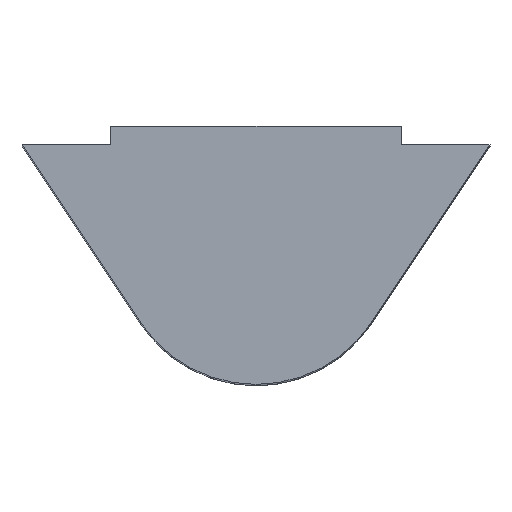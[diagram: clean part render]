
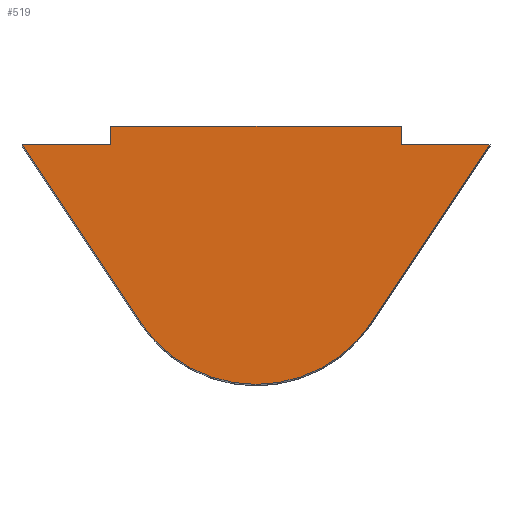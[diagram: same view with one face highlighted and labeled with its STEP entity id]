
A CAD part, top view. The second image highlights one B-rep face of the part: STEP entity #519.
In plain terms, the highlighted planar face has unit normal (0, 0, 1).
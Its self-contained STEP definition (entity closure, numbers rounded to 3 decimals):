
#1 = DIRECTION ( 'NONE',  ( 0.555, 0.832, 0. ) ) ;
#17 = CARTESIAN_POINT ( 'NONE',  ( -6.3, -0.8, 17.25 ) ) ;
#38 = LINE ( 'NONE', #83, #62 ) ;
#39 = VECTOR ( 'NONE', #249, 1000. ) ;
#59 = LINE ( 'NONE', #66, #79 ) ;
#62 = VECTOR ( 'NONE', #619, 1000. ) ;
#66 = CARTESIAN_POINT ( 'NONE',  ( 4.991, -8.531, 17.25 ) ) ;
#75 = LINE ( 'NONE', #251, #39 ) ;
#79 = VECTOR ( 'NONE', #1, 1000. ) ;
#81 = VERTEX_POINT ( 'NONE', #196 ) ;
#83 = CARTESIAN_POINT ( 'NONE',  ( -6.3, 0., 17.25 ) ) ;
#101 = CIRCLE ( 'NONE', #701, 6. ) ;
#102 = VERTEX_POINT ( 'NONE', #545 ) ;
#105 = LINE ( 'NONE', #260, #106 ) ;
#106 = VECTOR ( 'NONE', #620, 1000. ) ;
#112 = VECTOR ( 'NONE', #402, 1000. ) ;
#138 = DIRECTION ( 'NONE',  ( 0., 0., 1. ) ) ;
#141 = ORIENTED_EDGE ( 'NONE', *, *, #666, .T. ) ;
#143 = ORIENTED_EDGE ( 'NONE', *, *, #622, .T. ) ;
#145 = ORIENTED_EDGE ( 'NONE', *, *, #688, .T. ) ;
#146 = ORIENTED_EDGE ( 'NONE', *, *, #326, .T. ) ;
#148 = ORIENTED_EDGE ( 'NONE', *, *, #419, .T. ) ;
#162 = PLANE ( 'NONE',  #165 ) ;
#165 = AXIS2_PLACEMENT_3D ( 'NONE', #431, #138, #484 ) ;
#169 = DIRECTION ( 'NONE',  ( 0., 1., 0. ) ) ;
#194 = EDGE_CURVE ( 'NONE', #266, #81, #494, .T. ) ;
#196 = CARTESIAN_POINT ( 'NONE',  ( 6.3, 0., 17.25 ) ) ;
#221 = VECTOR ( 'NONE', #169, 1000. ) ;
#226 = CARTESIAN_POINT ( 'NONE',  ( 0., -5.2, 17.25 ) ) ;
#249 = DIRECTION ( 'NONE',  ( 0., -1., 0. ) ) ;
#251 = CARTESIAN_POINT ( 'NONE',  ( -6.3, -0.8, 17.25 ) ) ;
#260 = CARTESIAN_POINT ( 'NONE',  ( -10.15, -0.8, 17.25 ) ) ;
#266 = VERTEX_POINT ( 'NONE', #530 ) ;
#274 = CARTESIAN_POINT ( 'NONE',  ( 4.991, -8.531, 17.25 ) ) ;
#277 = DIRECTION ( 'NONE',  ( -1., 0., 0. ) ) ;
#292 = EDGE_LOOP ( 'NONE', ( #148, #146, #145, #143, #141, #382, #384, #383 ) ) ;
#305 = CARTESIAN_POINT ( 'NONE',  ( -6.3, 0., 17.25 ) ) ;
#326 = EDGE_CURVE ( 'NONE', #348, #460, #75, .T. ) ;
#339 = VERTEX_POINT ( 'NONE', #429 ) ;
#348 = VERTEX_POINT ( 'NONE', #305 ) ;
#355 = CARTESIAN_POINT ( 'NONE',  ( 0., -0.8, 17.25 ) ) ;
#373 = DIRECTION ( 'NONE',  ( -1., 0., 0. ) ) ;
#382 = ORIENTED_EDGE ( 'NONE', *, *, #568, .T. ) ;
#383 = ORIENTED_EDGE ( 'NONE', *, *, #194, .T. ) ;
#384 = ORIENTED_EDGE ( 'NONE', *, *, #627, .T. ) ;
#390 = LINE ( 'NONE', #649, #414 ) ;
#402 = DIRECTION ( 'NONE',  ( -1., 0., 0. ) ) ;
#414 = VECTOR ( 'NONE', #373, 1000. ) ;
#419 = EDGE_CURVE ( 'NONE', #81, #348, #38, .T. ) ;
#429 = CARTESIAN_POINT ( 'NONE',  ( 10.15, -0.8, 17.25 ) ) ;
#431 = CARTESIAN_POINT ( 'NONE',  ( 0., -5.2, 17.25 ) ) ;
#448 = CARTESIAN_POINT ( 'NONE',  ( -4.991, -8.531, 17.25 ) ) ;
#460 = VERTEX_POINT ( 'NONE', #17 ) ;
#466 = FACE_OUTER_BOUND ( 'NONE', #292, .T. ) ;
#470 = LINE ( 'NONE', #355, #112 ) ;
#484 = DIRECTION ( 'NONE',  ( 1., 0., 0. ) ) ;
#494 = LINE ( 'NONE', #513, #221 ) ;
#496 = VERTEX_POINT ( 'NONE', #448 ) ;
#513 = CARTESIAN_POINT ( 'NONE',  ( 6.3, -5.2, 17.25 ) ) ;
#519 = ADVANCED_FACE ( 'NONE', ( #466 ), #162, .T. ) ;
#530 = CARTESIAN_POINT ( 'NONE',  ( 6.3, -0.8, 17.25 ) ) ;
#545 = CARTESIAN_POINT ( 'NONE',  ( -10.15, -0.8, 17.25 ) ) ;
#568 = EDGE_CURVE ( 'NONE', #661, #339, #59, .T. ) ;
#585 = DIRECTION ( 'NONE',  ( 0., 0., 1. ) ) ;
#619 = DIRECTION ( 'NONE',  ( -1., 0., 0. ) ) ;
#620 = DIRECTION ( 'NONE',  ( 0.555, -0.832, 0. ) ) ;
#622 = EDGE_CURVE ( 'NONE', #102, #496, #105, .T. ) ;
#627 = EDGE_CURVE ( 'NONE', #339, #266, #470, .T. ) ;
#649 = CARTESIAN_POINT ( 'NONE',  ( 0., -0.8, 17.25 ) ) ;
#661 = VERTEX_POINT ( 'NONE', #274 ) ;
#666 = EDGE_CURVE ( 'NONE', #496, #661, #101, .T. ) ;
#688 = EDGE_CURVE ( 'NONE', #460, #102, #390, .T. ) ;
#701 = AXIS2_PLACEMENT_3D ( 'NONE', #226, #585, #277 ) ;
